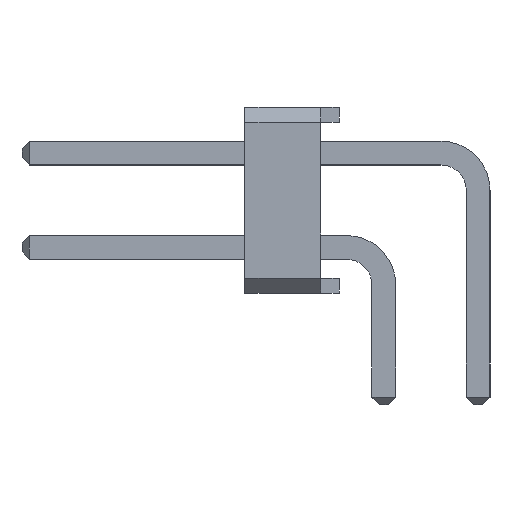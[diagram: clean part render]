
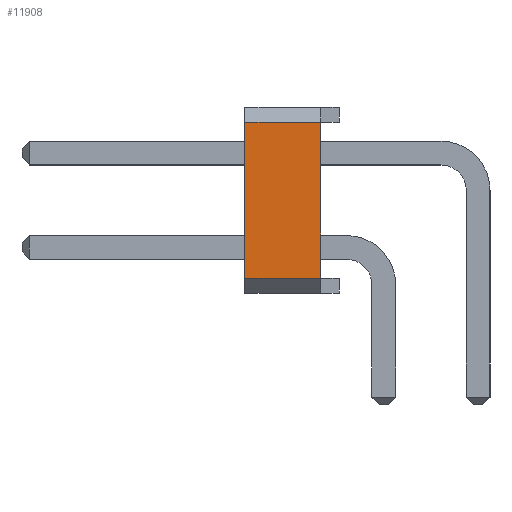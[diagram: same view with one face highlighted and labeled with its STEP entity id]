
A CAD part, left-side view. The second image highlights one B-rep face of the part: STEP entity #11908.
In plain terms, the highlighted planar face has unit normal (-1, 0, 0).
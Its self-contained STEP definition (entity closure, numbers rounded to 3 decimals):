
#355 = EDGE_CURVE ( 'NONE', #23358, #19851, #19782, .T. ) ;
#1483 = VERTEX_POINT ( 'NONE', #17845 ) ;
#2571 = CARTESIAN_POINT ( 'NONE',  ( -1.27, 6.28, 0.4 ) ) ;
#3120 = CARTESIAN_POINT ( 'NONE',  ( -1.27, 6.28, 0.4 ) ) ;
#4119 = LINE ( 'NONE', #14788, #25658 ) ;
#4236 = DIRECTION ( 'NONE',  ( 0., 0., -1. ) ) ;
#7228 = DIRECTION ( 'NONE',  ( 0., -1., 0. ) ) ;
#7864 = VECTOR ( 'NONE', #24170, 1000. ) ;
#8490 = CARTESIAN_POINT ( 'NONE',  ( -1.27, 6.28, 0. ) ) ;
#8673 = DIRECTION ( 'NONE',  ( 0., 1., 0. ) ) ;
#8789 = EDGE_LOOP ( 'NONE', ( #17275, #8985, #27052, #21553 ) ) ;
#8985 = ORIENTED_EDGE ( 'NONE', *, *, #18414, .T. ) ;
#9272 = CARTESIAN_POINT ( 'NONE',  ( -1.27, 6.28, 0. ) ) ;
#11184 = CARTESIAN_POINT ( 'NONE',  ( -1.27, 4.24, 0. ) ) ;
#11908 = ADVANCED_FACE ( 'NONE', ( #15491 ), #15343, .F. ) ;
#12276 = VERTEX_POINT ( 'NONE', #2571 ) ;
#12562 = CARTESIAN_POINT ( 'NONE',  ( -1.27, 4.24, 0.4 ) ) ;
#14788 = CARTESIAN_POINT ( 'NONE',  ( -1.27, 6.28, 4.6 ) ) ;
#15343 = PLANE ( 'NONE',  #23459 ) ;
#15491 = FACE_OUTER_BOUND ( 'NONE', #8789, .T. ) ;
#15629 = EDGE_CURVE ( 'NONE', #12276, #1483, #19793, .T. ) ;
#16092 = CARTESIAN_POINT ( 'NONE',  ( -1.27, 4.24, 4.6 ) ) ;
#17275 = ORIENTED_EDGE ( 'NONE', *, *, #355, .F. ) ;
#17845 = CARTESIAN_POINT ( 'NONE',  ( -1.27, 6.28, 4.6 ) ) ;
#18414 = EDGE_CURVE ( 'NONE', #23358, #1483, #4119, .T. ) ;
#19782 = LINE ( 'NONE', #11184, #23443 ) ;
#19793 = LINE ( 'NONE', #9272, #7864 ) ;
#19851 = VERTEX_POINT ( 'NONE', #12562 ) ;
#20204 = DIRECTION ( 'NONE',  ( 0., 0., -1. ) ) ;
#21553 = ORIENTED_EDGE ( 'NONE', *, *, #23300, .T. ) ;
#22848 = LINE ( 'NONE', #3120, #28078 ) ;
#23300 = EDGE_CURVE ( 'NONE', #12276, #19851, #22848, .T. ) ;
#23358 = VERTEX_POINT ( 'NONE', #16092 ) ;
#23443 = VECTOR ( 'NONE', #20204, 1000. ) ;
#23459 = AXIS2_PLACEMENT_3D ( 'NONE', #8490, #24260, #4236 ) ;
#24170 = DIRECTION ( 'NONE',  ( 0., 0., 1. ) ) ;
#24260 = DIRECTION ( 'NONE',  ( 1., 0., 0. ) ) ;
#25658 = VECTOR ( 'NONE', #8673, 1000. ) ;
#27052 = ORIENTED_EDGE ( 'NONE', *, *, #15629, .F. ) ;
#28078 = VECTOR ( 'NONE', #7228, 1000. ) ;
